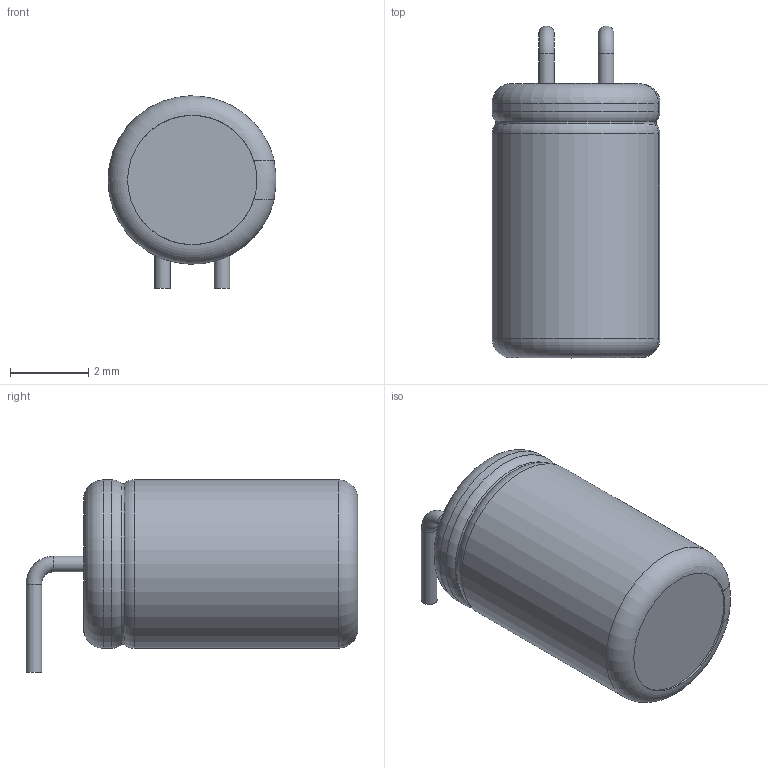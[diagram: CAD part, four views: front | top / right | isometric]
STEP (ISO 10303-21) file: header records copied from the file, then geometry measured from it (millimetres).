
FILE_DESCRIPTION(/* description */ (''),/* implementation_level */ '2;1');
FILE_NAME(/* name */ 'Capasitor_Φ4.0x7.0.step',/* time_stamp */ '2021-02-14T20:35:05+09:00',/* author */ (''),/* organization */ (''),/* preprocessor_version */ 'ST-DEVELOPER v18.1',/* originating_system */ 'Autodesk Translation Framework v9.7.1.1290',/* authorisation */ '');
FILE_SCHEMA (('AUTOMOTIVE_DESIGN { 1 0 10303 214 3 1 1 }'));
Length unit declared in the file: millimetre
Products named in the file (3): Capasitor_Φ4.0*7.0; コンポーネント1; コンポーネント2
Assembly tree (2 placements, depth 2):
  Capasitor_Φ4.0*7.0
    コンポーネント1
    コンポーネント2
Bounding box: 4.29 x 8.47 x 4.91 mm (x, y, z)
Volume: 100 mm3; surface area: 129.2 mm2
Topology: 3 solids, 3 shells, 42 faces, 88 edges, 52 vertices
Faces by surface type: torus 12, plane 10, cylinder 10, bspline 10
Full cylindrical faces by diameter (mm): 0.4 x4, 3.3 x2
Entity records: 1544 total; most frequent: CARTESIAN_POINT 597, ORIENTED_EDGE 176, DIRECTION 168, EDGE_CURVE 88, AXIS2_PLACEMENT_3D 71, VERTEX_POINT 52, FACE_OUTER_BOUND 42, EDGE_LOOP 42
